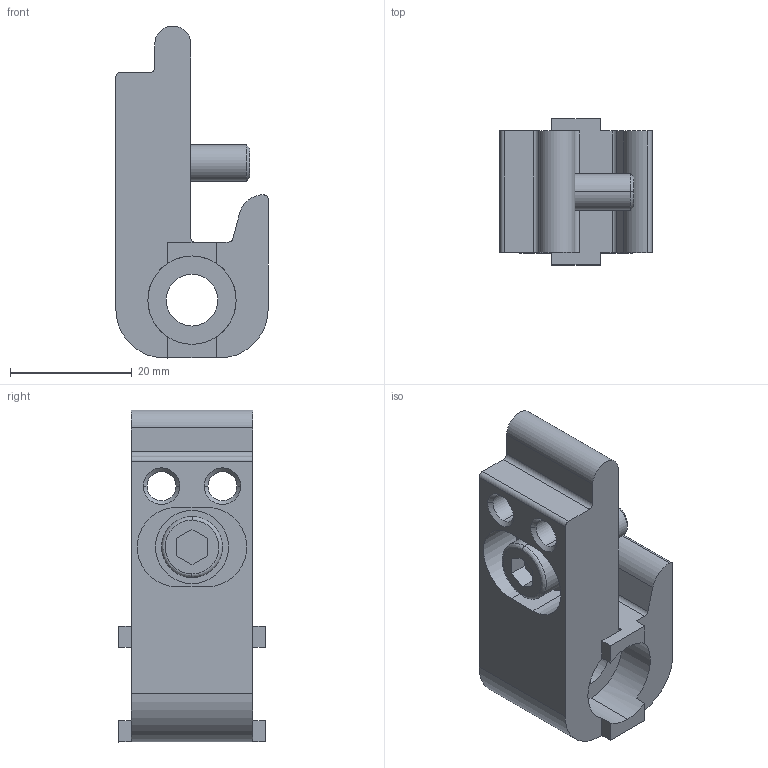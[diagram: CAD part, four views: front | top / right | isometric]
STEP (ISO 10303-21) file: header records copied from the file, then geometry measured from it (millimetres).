
FILE_DESCRIPTION (( 'STEP AP203' ), '1' );
FILE_NAME ('284615601_c_1.STEP', '2023-03-15T05:03:37', ( '' ), ( '' ), 'SwSTEP 2.0', 'SolidWorks 2014', '' );
FILE_SCHEMA (( 'CONFIG_CONTROL_DESIGN' ));
Length unit declared in the file: millimetre
Products named in the file (1): 284615601_c_1
Bounding box: 25 x 24 x 54.5 mm (x, y, z)
Volume: 13718.9 mm3; surface area: 7230.5 mm2
Topology: 1 solids, 1 shells, 96 faces, 251 edges, 162 vertices
Faces by surface type: plane 51, cylinder 31, cone 10, bspline 4
Entity records: 3088 total; most frequent: CARTESIAN_POINT 576, DIRECTION 523, ORIENTED_EDGE 502, EDGE_CURVE 251, AXIS2_PLACEMENT_3D 181, VERTEX_POINT 162, LINE 161, VECTOR 161
